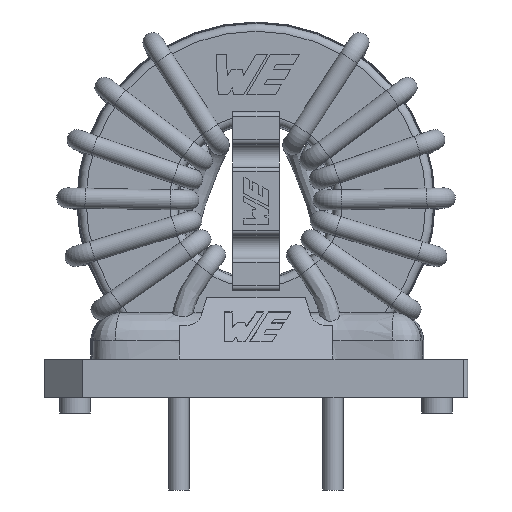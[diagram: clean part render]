
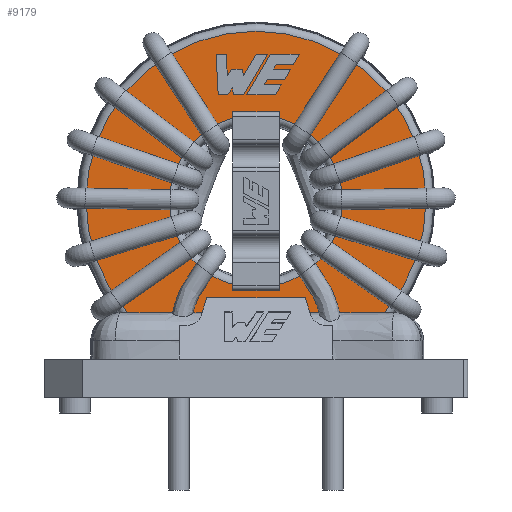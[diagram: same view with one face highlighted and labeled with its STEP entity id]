
A CAD part, front view. The second image highlights one B-rep face of the part: STEP entity #9179.
In plain terms, the highlighted planar face has unit normal (0, -1, 0).
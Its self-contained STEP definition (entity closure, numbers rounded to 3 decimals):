
#415=CIRCLE('',#10837,5.613);
#421=CIRCLE('',#10850,11.037);
#1609=ORIENTED_EDGE('',*,*,#3572,.F.);
#1610=ORIENTED_EDGE('',*,*,#3570,.F.);
#1611=ORIENTED_EDGE('',*,*,#3568,.F.);
#1612=ORIENTED_EDGE('',*,*,#3573,.F.);
#1613=ORIENTED_EDGE('',*,*,#3607,.F.);
#1614=ORIENTED_EDGE('',*,*,#3604,.F.);
#1615=ORIENTED_EDGE('',*,*,#3601,.F.);
#1616=ORIENTED_EDGE('',*,*,#3598,.F.);
#1617=ORIENTED_EDGE('',*,*,#3595,.F.);
#1618=ORIENTED_EDGE('',*,*,#3592,.F.);
#1619=ORIENTED_EDGE('',*,*,#3589,.F.);
#1620=ORIENTED_EDGE('',*,*,#3586,.F.);
#1621=ORIENTED_EDGE('',*,*,#3583,.F.);
#1622=ORIENTED_EDGE('',*,*,#3580,.F.);
#1623=ORIENTED_EDGE('',*,*,#3577,.F.);
#1624=ORIENTED_EDGE('',*,*,#3609,.F.);
#1625=ORIENTED_EDGE('',*,*,#3647,.F.);
#1626=ORIENTED_EDGE('',*,*,#3645,.F.);
#1627=ORIENTED_EDGE('',*,*,#3643,.F.);
#1628=ORIENTED_EDGE('',*,*,#3641,.F.);
#1629=ORIENTED_EDGE('',*,*,#3639,.F.);
#1630=ORIENTED_EDGE('',*,*,#3637,.F.);
#1631=ORIENTED_EDGE('',*,*,#3635,.F.);
#1632=ORIENTED_EDGE('',*,*,#3633,.F.);
#1633=ORIENTED_EDGE('',*,*,#3631,.F.);
#1634=ORIENTED_EDGE('',*,*,#3629,.F.);
#1635=ORIENTED_EDGE('',*,*,#3627,.F.);
#1636=ORIENTED_EDGE('',*,*,#3625,.F.);
#1637=ORIENTED_EDGE('',*,*,#3648,.F.);
#1638=ORIENTED_EDGE('',*,*,#3661,.T.);
#1639=ORIENTED_EDGE('',*,*,#3667,.T.);
#3568=EDGE_CURVE('',#4692,#4691,#5705,.T.);
#3570=EDGE_CURVE('',#4691,#4693,#5707,.T.);
#3572=EDGE_CURVE('',#4693,#4694,#5709,.T.);
#3573=EDGE_CURVE('',#4694,#4692,#5710,.T.);
#3577=EDGE_CURVE('',#4698,#4695,#5714,.T.);
#3580=EDGE_CURVE('',#4695,#4699,#5717,.T.);
#3583=EDGE_CURVE('',#4699,#4701,#5720,.T.);
#3586=EDGE_CURVE('',#4701,#4703,#5723,.T.);
#3589=EDGE_CURVE('',#4703,#4705,#5726,.T.);
#3592=EDGE_CURVE('',#4705,#4707,#5729,.T.);
#3595=EDGE_CURVE('',#4707,#4709,#5732,.T.);
#3598=EDGE_CURVE('',#4709,#4711,#5735,.T.);
#3601=EDGE_CURVE('',#4711,#4713,#5738,.T.);
#3604=EDGE_CURVE('',#4713,#4715,#5741,.T.);
#3607=EDGE_CURVE('',#4715,#4717,#5744,.T.);
#3609=EDGE_CURVE('',#4717,#4698,#5746,.T.);
#3625=EDGE_CURVE('',#4733,#4732,#5762,.T.);
#3627=EDGE_CURVE('',#4732,#4734,#5764,.T.);
#3629=EDGE_CURVE('',#4734,#4735,#5766,.T.);
#3631=EDGE_CURVE('',#4735,#4736,#5768,.T.);
#3633=EDGE_CURVE('',#4736,#4737,#5770,.T.);
#3635=EDGE_CURVE('',#4737,#4738,#5772,.T.);
#3637=EDGE_CURVE('',#4738,#4739,#5774,.T.);
#3639=EDGE_CURVE('',#4739,#4740,#5776,.T.);
#3641=EDGE_CURVE('',#4740,#4741,#5778,.T.);
#3643=EDGE_CURVE('',#4741,#4742,#5780,.T.);
#3645=EDGE_CURVE('',#4742,#4743,#5782,.T.);
#3647=EDGE_CURVE('',#4743,#4744,#5784,.T.);
#3648=EDGE_CURVE('',#4744,#4733,#5785,.T.);
#3661=EDGE_CURVE('',#4757,#4757,#415,.T.);
#3667=EDGE_CURVE('',#4763,#4763,#421,.T.);
#4691=VERTEX_POINT('',#14813);
#4692=VERTEX_POINT('',#14815);
#4693=VERTEX_POINT('',#14819);
#4694=VERTEX_POINT('',#14823);
#4695=VERTEX_POINT('',#14829);
#4698=VERTEX_POINT('',#14834);
#4699=VERTEX_POINT('',#14838);
#4701=VERTEX_POINT('',#14844);
#4703=VERTEX_POINT('',#14850);
#4705=VERTEX_POINT('',#14856);
#4707=VERTEX_POINT('',#14862);
#4709=VERTEX_POINT('',#14868);
#4711=VERTEX_POINT('',#14874);
#4713=VERTEX_POINT('',#14880);
#4715=VERTEX_POINT('',#14886);
#4717=VERTEX_POINT('',#14892);
#4732=VERTEX_POINT('',#14929);
#4733=VERTEX_POINT('',#14931);
#4734=VERTEX_POINT('',#14935);
#4735=VERTEX_POINT('',#14939);
#4736=VERTEX_POINT('',#14943);
#4737=VERTEX_POINT('',#14947);
#4738=VERTEX_POINT('',#14951);
#4739=VERTEX_POINT('',#14955);
#4740=VERTEX_POINT('',#14959);
#4741=VERTEX_POINT('',#14963);
#4742=VERTEX_POINT('',#14967);
#4743=VERTEX_POINT('',#14971);
#4744=VERTEX_POINT('',#14975);
#4757=VERTEX_POINT('',#15015);
#4763=VERTEX_POINT('',#15034);
#5705=LINE('',#14816,#6538);
#5707=LINE('',#14820,#6540);
#5709=LINE('',#14824,#6542);
#5710=LINE('',#14826,#6543);
#5714=LINE('',#14835,#6547);
#5717=LINE('',#14841,#6550);
#5720=LINE('',#14847,#6553);
#5723=LINE('',#14853,#6556);
#5726=LINE('',#14859,#6559);
#5729=LINE('',#14865,#6562);
#5732=LINE('',#14871,#6565);
#5735=LINE('',#14877,#6568);
#5738=LINE('',#14883,#6571);
#5741=LINE('',#14889,#6574);
#5744=LINE('',#14895,#6577);
#5746=LINE('',#14898,#6579);
#5762=LINE('',#14932,#6595);
#5764=LINE('',#14936,#6597);
#5766=LINE('',#14940,#6599);
#5768=LINE('',#14944,#6601);
#5770=LINE('',#14948,#6603);
#5772=LINE('',#14952,#6605);
#5774=LINE('',#14956,#6607);
#5776=LINE('',#14960,#6609);
#5778=LINE('',#14964,#6611);
#5780=LINE('',#14968,#6613);
#5782=LINE('',#14972,#6615);
#5784=LINE('',#14976,#6617);
#5785=LINE('',#14978,#6618);
#6538=VECTOR('',#12131,1000.);
#6540=VECTOR('',#12135,1000.);
#6542=VECTOR('',#12139,1000.);
#6543=VECTOR('',#12142,1000.);
#6547=VECTOR('',#12148,1000.);
#6550=VECTOR('',#12153,1000.);
#6553=VECTOR('',#12158,1000.);
#6556=VECTOR('',#12163,1000.);
#6559=VECTOR('',#12168,1000.);
#6562=VECTOR('',#12173,1000.);
#6565=VECTOR('',#12178,1000.);
#6568=VECTOR('',#12183,1000.);
#6571=VECTOR('',#12188,1000.);
#6574=VECTOR('',#12193,1000.);
#6577=VECTOR('',#12198,1000.);
#6579=VECTOR('',#12202,1000.);
#6595=VECTOR('',#12224,1000.);
#6597=VECTOR('',#12228,1000.);
#6599=VECTOR('',#12232,1000.);
#6601=VECTOR('',#12236,1000.);
#6603=VECTOR('',#12240,1000.);
#6605=VECTOR('',#12244,1000.);
#6607=VECTOR('',#12248,1000.);
#6609=VECTOR('',#12252,1000.);
#6611=VECTOR('',#12256,1000.);
#6613=VECTOR('',#12260,1000.);
#6615=VECTOR('',#12264,1000.);
#6617=VECTOR('',#12268,1000.);
#6618=VECTOR('',#12271,1000.);
#7211=EDGE_LOOP('',(#1609,#1610,#1611,#1612));
#7212=EDGE_LOOP('',(#1613,#1614,#1615,#1616,#1617,#1618,#1619,#1620,#1621,
#1622,#1623,#1624));
#7213=EDGE_LOOP('',(#1625,#1626,#1627,#1628,#1629,#1630,#1631,#1632,#1633,
#1634,#1635,#1636,#1637));
#7214=EDGE_LOOP('',(#1638));
#7215=EDGE_LOOP('',(#1639));
#8034=FACE_BOUND('',#7211,.T.);
#8035=FACE_BOUND('',#7212,.T.);
#8036=FACE_BOUND('',#7213,.T.);
#8037=FACE_BOUND('',#7214,.T.);
#8038=FACE_BOUND('',#7215,.T.);
#8821=PLANE('',#10851);
#9179=ADVANCED_FACE('',(#8034,#8035,#8036,#8037,#8038),#8821,.F.);
#10837=AXIS2_PLACEMENT_3D('',#15014,#12318,#12319);
#10850=AXIS2_PLACEMENT_3D('',#15033,#12344,#12345);
#10851=AXIS2_PLACEMENT_3D('',#15035,#12346,#12347);
#12131=DIRECTION('',(-1.,0.,0.));
#12135=DIRECTION('',(0.,0.,-1.));
#12139=DIRECTION('',(1.,0.,0.));
#12142=DIRECTION('',(0.,0.,1.));
#12148=DIRECTION('',(-1.,0.,0.));
#12153=DIRECTION('',(0.507,0.,0.862));
#12158=DIRECTION('',(1.,0.,0.));
#12163=DIRECTION('',(0.505,0.,0.863));
#12168=DIRECTION('',(-1.,0.,0.));
#12173=DIRECTION('',(0.52,0.,0.854));
#12178=DIRECTION('',(1.,0.,0.));
#12183=DIRECTION('',(0.507,0.,0.862));
#12188=DIRECTION('',(-1.,0.,0.));
#12193=DIRECTION('',(-0.504,0.,-0.864));
#12198=DIRECTION('',(1.,0.,0.));
#12202=DIRECTION('',(0.509,0.,0.861));
#12224=DIRECTION('',(-1.,0.,0.));
#12228=DIRECTION('',(-0.512,0.,-0.859));
#12232=DIRECTION('',(-0.171,0.,0.985));
#12236=DIRECTION('',(-1.,0.,0.));
#12240=DIRECTION('',(-0.583,0.,-0.812));
#12244=DIRECTION('',(-0.047,0.,0.999));
#12248=DIRECTION('',(-1.,0.,0.));
#12252=DIRECTION('',(0.052,0.,-0.999));
#12256=DIRECTION('',(1.,0.,0.));
#12260=DIRECTION('',(0.551,0.,0.834));
#12264=DIRECTION('',(0.141,0.,-0.99));
#12268=DIRECTION('',(1.,0.,0.));
#12271=DIRECTION('',(0.506,0.,0.863));
#12318=DIRECTION('',(0.,1.,0.));
#12319=DIRECTION('',(1.,0.,0.));
#12344=DIRECTION('',(0.,-1.,0.));
#12345=DIRECTION('',(-1.,0.,0.));
#12346=DIRECTION('',(0.,1.,0.));
#12347=DIRECTION('',(1.,0.,0.));
#14813=CARTESIAN_POINT('',(-2.,-4.2,-7.325));
#14815=CARTESIAN_POINT('',(2.,-4.2,-7.325));
#14816=CARTESIAN_POINT('',(2.,-4.2,-7.325));
#14819=CARTESIAN_POINT('',(-2.,-4.2,-9.325));
#14820=CARTESIAN_POINT('',(-2.,-4.2,-7.325));
#14823=CARTESIAN_POINT('',(2.,-4.2,-9.325));
#14824=CARTESIAN_POINT('',(-2.,-4.2,-9.325));
#14826=CARTESIAN_POINT('',(2.,-4.2,-9.325));
#14829=CARTESIAN_POINT('',(0.527,-4.2,7.557));
#14834=CARTESIAN_POINT('',(1.64,-4.2,7.557));
#14835=CARTESIAN_POINT('',(1.64,-4.2,7.557));
#14838=CARTESIAN_POINT('',(0.748,-4.2,7.931));
#14841=CARTESIAN_POINT('',(0.527,-4.2,7.557));
#14844=CARTESIAN_POINT('',(1.86,-4.2,7.931));
#14847=CARTESIAN_POINT('',(0.748,-4.2,7.931));
#14850=CARTESIAN_POINT('',(2.242,-4.2,8.584));
#14853=CARTESIAN_POINT('',(1.86,-4.2,7.931));
#14856=CARTESIAN_POINT('',(1.135,-4.2,8.584));
#14859=CARTESIAN_POINT('',(2.242,-4.2,8.584));
#14862=CARTESIAN_POINT('',(1.321,-4.2,8.89));
#14865=CARTESIAN_POINT('',(1.135,-4.2,8.584));
#14868=CARTESIAN_POINT('',(2.425,-4.2,8.89));
#14871=CARTESIAN_POINT('',(1.321,-4.2,8.89));
#14874=CARTESIAN_POINT('',(2.81,-4.2,9.544));
#14877=CARTESIAN_POINT('',(2.425,-4.2,8.89));
#14880=CARTESIAN_POINT('',(0.932,-4.2,9.544));
#14883=CARTESIAN_POINT('',(2.81,-4.2,9.544));
#14886=CARTESIAN_POINT('',(-0.6,-4.2,6.916));
#14889=CARTESIAN_POINT('',(0.932,-4.2,9.544));
#14892=CARTESIAN_POINT('',(1.261,-4.2,6.916));
#14895=CARTESIAN_POINT('',(-0.6,-4.2,6.916));
#14898=CARTESIAN_POINT('',(1.261,-4.2,6.916));
#14929=CARTESIAN_POINT('',(0.005,-4.2,9.544));
#14931=CARTESIAN_POINT('',(0.747,-4.2,9.544));
#14932=CARTESIAN_POINT('',(0.747,-4.2,9.544));
#14935=CARTESIAN_POINT('',(-0.817,-4.2,8.165));
#14936=CARTESIAN_POINT('',(0.005,-4.2,9.544));
#14939=CARTESIAN_POINT('',(-0.89,-4.2,8.584));
#14940=CARTESIAN_POINT('',(-0.817,-4.2,8.165));
#14943=CARTESIAN_POINT('',(-1.575,-4.2,8.584));
#14944=CARTESIAN_POINT('',(-0.89,-4.2,8.584));
#14947=CARTESIAN_POINT('',(-1.865,-4.2,8.18));
#14948=CARTESIAN_POINT('',(-1.575,-4.2,8.584));
#14951=CARTESIAN_POINT('',(-1.93,-4.2,9.544));
#14952=CARTESIAN_POINT('',(-1.865,-4.2,8.18));
#14955=CARTESIAN_POINT('',(-2.591,-4.2,9.544));
#14956=CARTESIAN_POINT('',(-1.93,-4.2,9.544));
#14959=CARTESIAN_POINT('',(-2.454,-4.2,6.916));
#14960=CARTESIAN_POINT('',(-2.591,-4.2,9.544));
#14963=CARTESIAN_POINT('',(-1.833,-4.2,6.916));
#14964=CARTESIAN_POINT('',(-2.454,-4.2,6.916));
#14967=CARTESIAN_POINT('',(-1.535,-4.2,7.367));
#14968=CARTESIAN_POINT('',(-1.833,-4.2,6.916));
#14971=CARTESIAN_POINT('',(-1.47,-4.2,6.916));
#14972=CARTESIAN_POINT('',(-1.535,-4.2,7.367));
#14975=CARTESIAN_POINT('',(-0.793,-4.2,6.916));
#14976=CARTESIAN_POINT('',(-1.47,-4.2,6.916));
#14978=CARTESIAN_POINT('',(-0.793,-4.2,6.916));
#15014=CARTESIAN_POINT('',(0.,-4.2,0.));
#15015=CARTESIAN_POINT('',(5.613,-4.2,0.));
#15033=CARTESIAN_POINT('',(0.,-4.2,0.));
#15034=CARTESIAN_POINT('',(-11.037,-4.2,0.));
#15035=CARTESIAN_POINT('',(0.,-4.2,0.));
